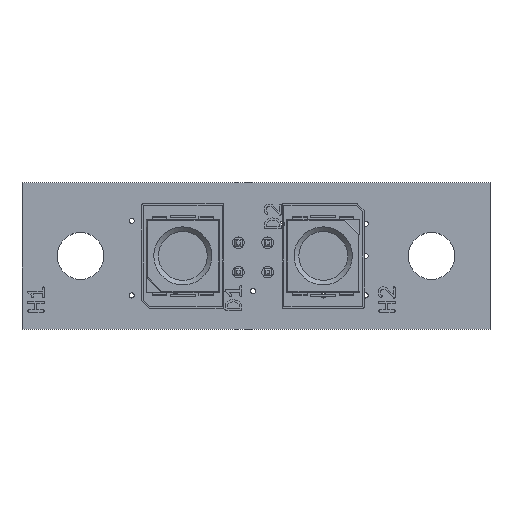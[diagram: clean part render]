
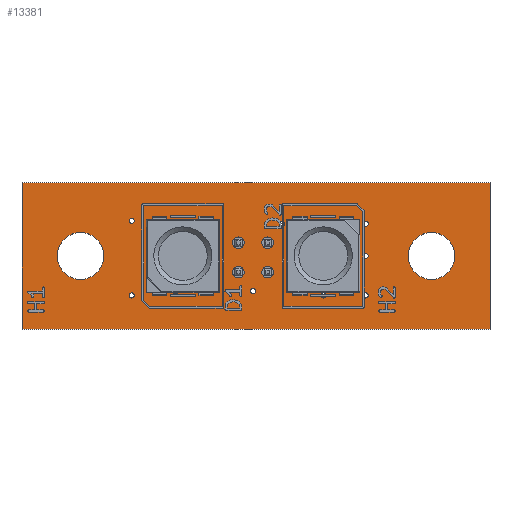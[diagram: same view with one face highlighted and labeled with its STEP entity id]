
A CAD part, top view. The second image highlights one B-rep face of the part: STEP entity #13381.
In plain terms, the highlighted planar face has unit normal (0, 0, 1).
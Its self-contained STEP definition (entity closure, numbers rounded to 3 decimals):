
#13038 = VERTEX_POINT('',#13039);
#13039 = CARTESIAN_POINT('',(156.,-117.,1.51));
#13045 = EDGE_CURVE('',#13038,#13046,#13048,.T.);
#13046 = VERTEX_POINT('',#13047);
#13047 = CARTESIAN_POINT('',(124.,-117.,1.51));
#13048 = LINE('',#13049,#13050);
#13049 = CARTESIAN_POINT('',(156.,-117.,1.51));
#13050 = VECTOR('',#13051,1.);
#13051 = DIRECTION('',(-1.,0.,0.));
#13078 = VERTEX_POINT('',#13079);
#13079 = CARTESIAN_POINT('',(156.,-107.,1.51));
#13085 = EDGE_CURVE('',#13078,#13038,#13086,.T.);
#13086 = LINE('',#13087,#13088);
#13087 = CARTESIAN_POINT('',(156.,-107.,1.51));
#13088 = VECTOR('',#13089,1.);
#13089 = DIRECTION('',(0.,-1.,0.));
#13107 = EDGE_CURVE('',#13046,#13108,#13110,.T.);
#13108 = VERTEX_POINT('',#13109);
#13109 = CARTESIAN_POINT('',(124.,-107.,1.51));
#13110 = LINE('',#13111,#13112);
#13111 = CARTESIAN_POINT('',(124.,-117.,1.51));
#13112 = VECTOR('',#13113,1.);
#13113 = DIRECTION('',(0.,1.,0.));
#13381 = ADVANCED_FACE('',(#13382,#13393,#13404,#13415,#13426,#13437,
    #13448,#13459,#13470,#13481,#13492,#13503,#13514,#13525,#13536,
    #13547,#13558,#13569,#13580,#13591,#13602,#13613),#13624,.T.);
#13382 = FACE_BOUND('',#13383,.T.);
#13383 = EDGE_LOOP('',(#13384,#13385,#13386,#13392));
#13384 = ORIENTED_EDGE('',*,*,#13045,.F.);
#13385 = ORIENTED_EDGE('',*,*,#13085,.F.);
#13386 = ORIENTED_EDGE('',*,*,#13387,.F.);
#13387 = EDGE_CURVE('',#13108,#13078,#13388,.T.);
#13388 = LINE('',#13389,#13390);
#13389 = CARTESIAN_POINT('',(124.,-107.,1.51));
#13390 = VECTOR('',#13391,1.);
#13391 = DIRECTION('',(1.,0.,0.));
#13392 = ORIENTED_EDGE('',*,*,#13107,.F.);
#13393 = FACE_BOUND('',#13394,.T.);
#13394 = EDGE_LOOP('',(#13395));
#13395 = ORIENTED_EDGE('',*,*,#13396,.T.);
#13396 = EDGE_CURVE('',#13397,#13397,#13399,.T.);
#13397 = VERTEX_POINT('',#13398);
#13398 = CARTESIAN_POINT('',(131.5,-114.875,1.51));
#13399 = CIRCLE('',#13400,0.175);
#13400 = AXIS2_PLACEMENT_3D('',#13401,#13402,#13403);
#13401 = CARTESIAN_POINT('',(131.5,-114.7,1.51));
#13402 = DIRECTION('',(-0.,0.,-1.));
#13403 = DIRECTION('',(-0.,-1.,0.));
#13404 = FACE_BOUND('',#13405,.T.);
#13405 = EDGE_LOOP('',(#13406));
#13406 = ORIENTED_EDGE('',*,*,#13407,.T.);
#13407 = EDGE_CURVE('',#13408,#13408,#13410,.T.);
#13408 = VERTEX_POINT('',#13409);
#13409 = CARTESIAN_POINT('',(134.5,-114.575,1.51));
#13410 = CIRCLE('',#13411,0.175);
#13411 = AXIS2_PLACEMENT_3D('',#13412,#13413,#13414);
#13412 = CARTESIAN_POINT('',(134.5,-114.4,1.51));
#13413 = DIRECTION('',(-0.,0.,-1.));
#13414 = DIRECTION('',(-0.,-1.,0.));
#13415 = FACE_BOUND('',#13416,.T.);
#13416 = EDGE_LOOP('',(#13417));
#13417 = ORIENTED_EDGE('',*,*,#13418,.T.);
#13418 = EDGE_CURVE('',#13419,#13419,#13421,.T.);
#13419 = VERTEX_POINT('',#13420);
#13420 = CARTESIAN_POINT('',(139.8,-114.575,1.51));
#13421 = CIRCLE('',#13422,0.175);
#13422 = AXIS2_PLACEMENT_3D('',#13423,#13424,#13425);
#13423 = CARTESIAN_POINT('',(139.8,-114.4,1.51));
#13424 = DIRECTION('',(-0.,0.,-1.));
#13425 = DIRECTION('',(-0.,-1.,0.));
#13426 = FACE_BOUND('',#13427,.T.);
#13427 = EDGE_LOOP('',(#13428));
#13428 = ORIENTED_EDGE('',*,*,#13429,.T.);
#13429 = EDGE_CURVE('',#13430,#13430,#13432,.T.);
#13430 = VERTEX_POINT('',#13431);
#13431 = CARTESIAN_POINT('',(134.4,-113.175,1.51));
#13432 = CIRCLE('',#13433,0.175);
#13433 = AXIS2_PLACEMENT_3D('',#13434,#13435,#13436);
#13434 = CARTESIAN_POINT('',(134.4,-113.,1.51));
#13435 = DIRECTION('',(-0.,0.,-1.));
#13436 = DIRECTION('',(0.,-1.,-0.));
#13437 = FACE_BOUND('',#13438,.T.);
#13438 = EDGE_LOOP('',(#13439));
#13439 = ORIENTED_EDGE('',*,*,#13440,.T.);
#13440 = EDGE_CURVE('',#13441,#13441,#13443,.T.);
#13441 = VERTEX_POINT('',#13442);
#13442 = CARTESIAN_POINT('',(138.8,-113.5,1.51));
#13443 = CIRCLE('',#13444,0.4);
#13444 = AXIS2_PLACEMENT_3D('',#13445,#13446,#13447);
#13445 = CARTESIAN_POINT('',(138.8,-113.1,1.51));
#13446 = DIRECTION('',(-0.,0.,-1.));
#13447 = DIRECTION('',(-0.,-1.,0.));
#13448 = FACE_BOUND('',#13449,.T.);
#13449 = EDGE_LOOP('',(#13450));
#13450 = ORIENTED_EDGE('',*,*,#13451,.T.);
#13451 = EDGE_CURVE('',#13452,#13452,#13454,.T.);
#13452 = VERTEX_POINT('',#13453);
#13453 = CARTESIAN_POINT('',(144.6,-114.875,1.51));
#13454 = CIRCLE('',#13455,0.175);
#13455 = AXIS2_PLACEMENT_3D('',#13456,#13457,#13458);
#13456 = CARTESIAN_POINT('',(144.6,-114.7,1.51));
#13457 = DIRECTION('',(-0.,0.,-1.));
#13458 = DIRECTION('',(0.,-1.,0.));
#13459 = FACE_BOUND('',#13460,.T.);
#13460 = EDGE_LOOP('',(#13461));
#13461 = ORIENTED_EDGE('',*,*,#13462,.T.);
#13462 = EDGE_CURVE('',#13463,#13463,#13465,.T.);
#13463 = VERTEX_POINT('',#13464);
#13464 = CARTESIAN_POINT('',(147.5,-114.875,1.51));
#13465 = CIRCLE('',#13466,0.175);
#13466 = AXIS2_PLACEMENT_3D('',#13467,#13468,#13469);
#13467 = CARTESIAN_POINT('',(147.5,-114.7,1.51));
#13468 = DIRECTION('',(-0.,0.,-1.));
#13469 = DIRECTION('',(-0.,-1.,0.));
#13470 = FACE_BOUND('',#13471,.T.);
#13471 = EDGE_LOOP('',(#13472));
#13472 = ORIENTED_EDGE('',*,*,#13473,.T.);
#13473 = EDGE_CURVE('',#13474,#13474,#13476,.T.);
#13474 = VERTEX_POINT('',#13475);
#13475 = CARTESIAN_POINT('',(140.8,-113.5,1.51));
#13476 = CIRCLE('',#13477,0.4);
#13477 = AXIS2_PLACEMENT_3D('',#13478,#13479,#13480);
#13478 = CARTESIAN_POINT('',(140.8,-113.1,1.51));
#13479 = DIRECTION('',(-0.,0.,-1.));
#13480 = DIRECTION('',(-0.,-1.,0.));
#13481 = FACE_BOUND('',#13482,.T.);
#13482 = EDGE_LOOP('',(#13483));
#13483 = ORIENTED_EDGE('',*,*,#13484,.T.);
#13484 = EDGE_CURVE('',#13485,#13485,#13487,.T.);
#13485 = VERTEX_POINT('',#13486);
#13486 = CARTESIAN_POINT('',(128.,-113.6,1.51));
#13487 = CIRCLE('',#13488,1.6);
#13488 = AXIS2_PLACEMENT_3D('',#13489,#13490,#13491);
#13489 = CARTESIAN_POINT('',(128.,-112.,1.51));
#13490 = DIRECTION('',(-0.,0.,-1.));
#13491 = DIRECTION('',(-0.,-1.,0.));
#13492 = FACE_BOUND('',#13493,.T.);
#13493 = EDGE_LOOP('',(#13494));
#13494 = ORIENTED_EDGE('',*,*,#13495,.T.);
#13495 = EDGE_CURVE('',#13496,#13496,#13498,.T.);
#13496 = VERTEX_POINT('',#13497);
#13497 = CARTESIAN_POINT('',(136.2,-112.175,1.51));
#13498 = CIRCLE('',#13499,0.175);
#13499 = AXIS2_PLACEMENT_3D('',#13500,#13501,#13502);
#13500 = CARTESIAN_POINT('',(136.2,-112.,1.51));
#13501 = DIRECTION('',(-0.,0.,-1.));
#13502 = DIRECTION('',(-0.,-1.,0.));
#13503 = FACE_BOUND('',#13504,.T.);
#13504 = EDGE_LOOP('',(#13505));
#13505 = ORIENTED_EDGE('',*,*,#13506,.T.);
#13506 = EDGE_CURVE('',#13507,#13507,#13509,.T.);
#13507 = VERTEX_POINT('',#13508);
#13508 = CARTESIAN_POINT('',(133.643,-111.143,1.51));
#13509 = CIRCLE('',#13510,0.175);
#13510 = AXIS2_PLACEMENT_3D('',#13511,#13512,#13513);
#13511 = CARTESIAN_POINT('',(133.643,-110.968,1.51));
#13512 = DIRECTION('',(-0.,0.,-1.));
#13513 = DIRECTION('',(0.,-1.,-0.));
#13514 = FACE_BOUND('',#13515,.T.);
#13515 = EDGE_LOOP('',(#13516));
#13516 = ORIENTED_EDGE('',*,*,#13517,.T.);
#13517 = EDGE_CURVE('',#13518,#13518,#13520,.T.);
#13518 = VERTEX_POINT('',#13519);
#13519 = CARTESIAN_POINT('',(138.8,-111.5,1.51));
#13520 = CIRCLE('',#13521,0.4);
#13521 = AXIS2_PLACEMENT_3D('',#13522,#13523,#13524);
#13522 = CARTESIAN_POINT('',(138.8,-111.1,1.51));
#13523 = DIRECTION('',(-0.,0.,-1.));
#13524 = DIRECTION('',(-0.,-1.,0.));
#13525 = FACE_BOUND('',#13526,.T.);
#13526 = EDGE_LOOP('',(#13527));
#13527 = ORIENTED_EDGE('',*,*,#13528,.T.);
#13528 = EDGE_CURVE('',#13529,#13529,#13531,.T.);
#13529 = VERTEX_POINT('',#13530);
#13530 = CARTESIAN_POINT('',(131.5,-109.775,1.51));
#13531 = CIRCLE('',#13532,0.175);
#13532 = AXIS2_PLACEMENT_3D('',#13533,#13534,#13535);
#13533 = CARTESIAN_POINT('',(131.5,-109.6,1.51));
#13534 = DIRECTION('',(-0.,0.,-1.));
#13535 = DIRECTION('',(-0.,-1.,0.));
#13536 = FACE_BOUND('',#13537,.T.);
#13537 = EDGE_LOOP('',(#13538));
#13538 = ORIENTED_EDGE('',*,*,#13539,.T.);
#13539 = EDGE_CURVE('',#13540,#13540,#13542,.T.);
#13540 = VERTEX_POINT('',#13541);
#13541 = CARTESIAN_POINT('',(134.5,-109.975,1.51));
#13542 = CIRCLE('',#13543,0.175);
#13543 = AXIS2_PLACEMENT_3D('',#13544,#13545,#13546);
#13544 = CARTESIAN_POINT('',(134.5,-109.8,1.51));
#13545 = DIRECTION('',(-0.,0.,-1.));
#13546 = DIRECTION('',(-0.,-1.,0.));
#13547 = FACE_BOUND('',#13548,.T.);
#13548 = EDGE_LOOP('',(#13549));
#13549 = ORIENTED_EDGE('',*,*,#13550,.T.);
#13550 = EDGE_CURVE('',#13551,#13551,#13553,.T.);
#13551 = VERTEX_POINT('',#13552);
#13552 = CARTESIAN_POINT('',(144.6,-112.175,1.51));
#13553 = CIRCLE('',#13554,0.175);
#13554 = AXIS2_PLACEMENT_3D('',#13555,#13556,#13557);
#13555 = CARTESIAN_POINT('',(144.6,-112.,1.51));
#13556 = DIRECTION('',(-0.,0.,-1.));
#13557 = DIRECTION('',(0.,-1.,0.));
#13558 = FACE_BOUND('',#13559,.T.);
#13559 = EDGE_LOOP('',(#13560));
#13560 = ORIENTED_EDGE('',*,*,#13561,.T.);
#13561 = EDGE_CURVE('',#13562,#13562,#13564,.T.);
#13562 = VERTEX_POINT('',#13563);
#13563 = CARTESIAN_POINT('',(140.8,-111.5,1.51));
#13564 = CIRCLE('',#13565,0.4);
#13565 = AXIS2_PLACEMENT_3D('',#13566,#13567,#13568);
#13566 = CARTESIAN_POINT('',(140.8,-111.1,1.51));
#13567 = DIRECTION('',(-0.,0.,-1.));
#13568 = DIRECTION('',(-0.,-1.,0.));
#13569 = FACE_BOUND('',#13570,.T.);
#13570 = EDGE_LOOP('',(#13571));
#13571 = ORIENTED_EDGE('',*,*,#13572,.T.);
#13572 = EDGE_CURVE('',#13573,#13573,#13575,.T.);
#13573 = VERTEX_POINT('',#13574);
#13574 = CARTESIAN_POINT('',(147.5,-112.175,1.51));
#13575 = CIRCLE('',#13576,0.175);
#13576 = AXIS2_PLACEMENT_3D('',#13577,#13578,#13579);
#13577 = CARTESIAN_POINT('',(147.5,-112.,1.51));
#13578 = DIRECTION('',(-0.,0.,-1.));
#13579 = DIRECTION('',(-0.,-1.,0.));
#13580 = FACE_BOUND('',#13581,.T.);
#13581 = EDGE_LOOP('',(#13582));
#13582 = ORIENTED_EDGE('',*,*,#13583,.T.);
#13583 = EDGE_CURVE('',#13584,#13584,#13586,.T.);
#13584 = VERTEX_POINT('',#13585);
#13585 = CARTESIAN_POINT('',(152.,-113.6,1.51));
#13586 = CIRCLE('',#13587,1.6);
#13587 = AXIS2_PLACEMENT_3D('',#13588,#13589,#13590);
#13588 = CARTESIAN_POINT('',(152.,-112.,1.51));
#13589 = DIRECTION('',(-0.,0.,-1.));
#13590 = DIRECTION('',(-0.,-1.,0.));
#13591 = FACE_BOUND('',#13592,.T.);
#13592 = EDGE_LOOP('',(#13593));
#13593 = ORIENTED_EDGE('',*,*,#13594,.T.);
#13594 = EDGE_CURVE('',#13595,#13595,#13597,.T.);
#13595 = VERTEX_POINT('',#13596);
#13596 = CARTESIAN_POINT('',(141.8,-109.975,1.51));
#13597 = CIRCLE('',#13598,0.175);
#13598 = AXIS2_PLACEMENT_3D('',#13599,#13600,#13601);
#13599 = CARTESIAN_POINT('',(141.8,-109.8,1.51));
#13600 = DIRECTION('',(-0.,0.,-1.));
#13601 = DIRECTION('',(-0.,-1.,0.));
#13602 = FACE_BOUND('',#13603,.T.);
#13603 = EDGE_LOOP('',(#13604));
#13604 = ORIENTED_EDGE('',*,*,#13605,.T.);
#13605 = EDGE_CURVE('',#13606,#13606,#13608,.T.);
#13606 = VERTEX_POINT('',#13607);
#13607 = CARTESIAN_POINT('',(144.6,-109.975,1.51));
#13608 = CIRCLE('',#13609,0.175);
#13609 = AXIS2_PLACEMENT_3D('',#13610,#13611,#13612);
#13610 = CARTESIAN_POINT('',(144.6,-109.8,1.51));
#13611 = DIRECTION('',(-0.,0.,-1.));
#13612 = DIRECTION('',(0.,-1.,0.));
#13613 = FACE_BOUND('',#13614,.T.);
#13614 = EDGE_LOOP('',(#13615));
#13615 = ORIENTED_EDGE('',*,*,#13616,.T.);
#13616 = EDGE_CURVE('',#13617,#13617,#13619,.T.);
#13617 = VERTEX_POINT('',#13618);
#13618 = CARTESIAN_POINT('',(147.5,-109.975,1.51));
#13619 = CIRCLE('',#13620,0.175);
#13620 = AXIS2_PLACEMENT_3D('',#13621,#13622,#13623);
#13621 = CARTESIAN_POINT('',(147.5,-109.8,1.51));
#13622 = DIRECTION('',(-0.,0.,-1.));
#13623 = DIRECTION('',(-0.,-1.,0.));
#13624 = PLANE('',#13625);
#13625 = AXIS2_PLACEMENT_3D('',#13626,#13627,#13628);
#13626 = CARTESIAN_POINT('',(0.,0.,1.51));
#13627 = DIRECTION('',(0.,0.,1.));
#13628 = DIRECTION('',(1.,0.,-0.));
